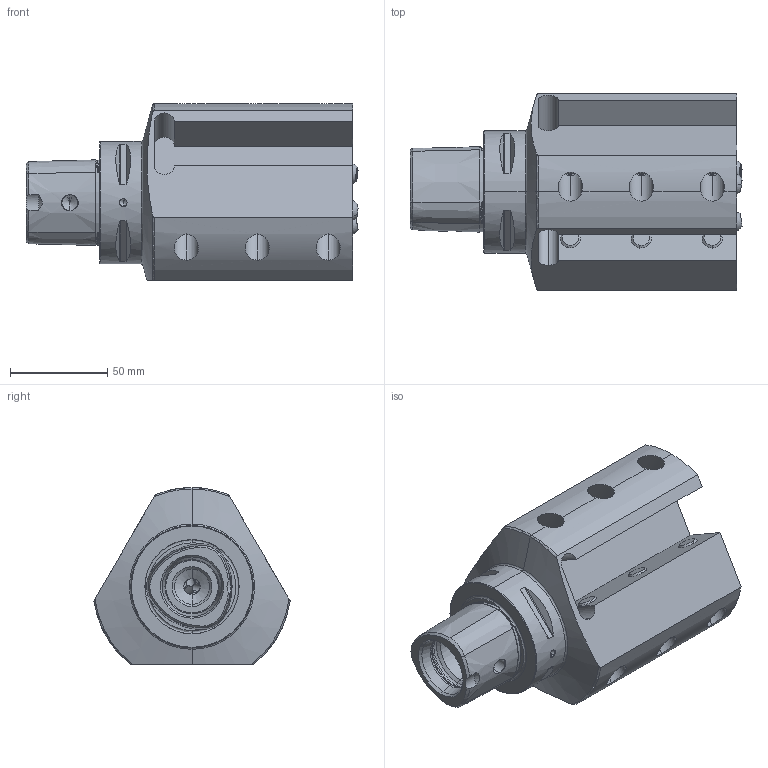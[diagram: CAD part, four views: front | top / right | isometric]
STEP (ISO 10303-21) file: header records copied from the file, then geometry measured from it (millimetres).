
FILE_DESCRIPTION (( 'STEP AP214' ), '1' );
FILE_NAME ('PS6.V25.R31.130.STEP', '2020-09-11T08:09:38', ( '' ), ( '' ), 'SwSTEP 2.0', 'SolidWorks 2017', '' );
FILE_SCHEMA (( 'AUTOMOTIVE_DESIGN' ));
Length unit declared in the file: millimetre
Products named in the file (6): KU1-U14.001.012; PS6-V25.R31.130_A; KU1-U14.001.012_1; PS6.V25.R31.130; KU1-U14.001.012_2; ISO 4026 - M12 x 20
Assembly tree (15 placements, depth 3):
  PS6.V25.R31.130
    PS6-V25.R31.130_A
    ISO 4026 - M12 x 20  x9
    KU1-U14.001.012  x3
      KU1-U14.001.012_1
      KU1-U14.001.012_2
Bounding box: 170.81 x 100.92 x 91 mm (x, y, z)
Volume: 581513.4 mm3; surface area: 105244.5 mm2
Topology: 16 solids, 16 shells, 418 faces, 1011 edges, 618 vertices
Faces by surface type: plane 127, cylinder 126, cone 119, torus 34, sphere 12
Entity records: 9598 total; most frequent: CARTESIAN_POINT 2888, DIRECTION 1351, ORIENTED_EDGE 1286, EDGE_CURVE 643, AXIS2_PLACEMENT_3D 552, VERTEX_POINT 392, EDGE_LOOP 299, CIRCLE 269
